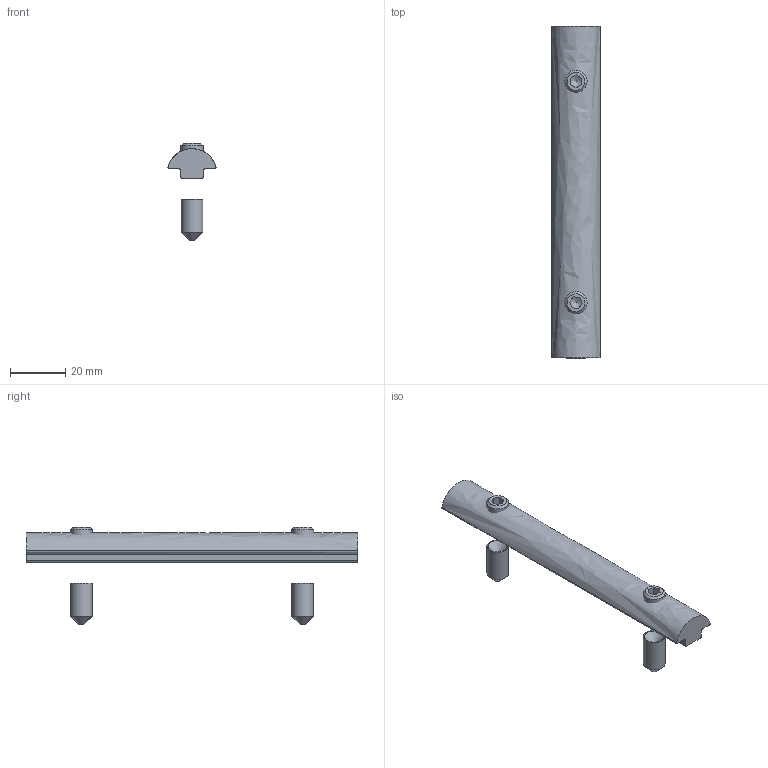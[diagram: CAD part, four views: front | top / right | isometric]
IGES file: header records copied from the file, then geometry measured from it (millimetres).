
Global section: file name: SV3500V_A; native system: Autodesk Inventor 2015; preprocessor: unknown; author: C. Hanke; date: 20151128.111133; units: millimetre
Bounding box: 17.37 x 120 x 35.12 mm (x, y, z)
Volume: 16092.1 mm3; surface area: 7900.2 mm2
Topology: 5 solids, 5 shells, 50 faces, 120 edges, 80 vertices
Faces by surface type: bspline 50
